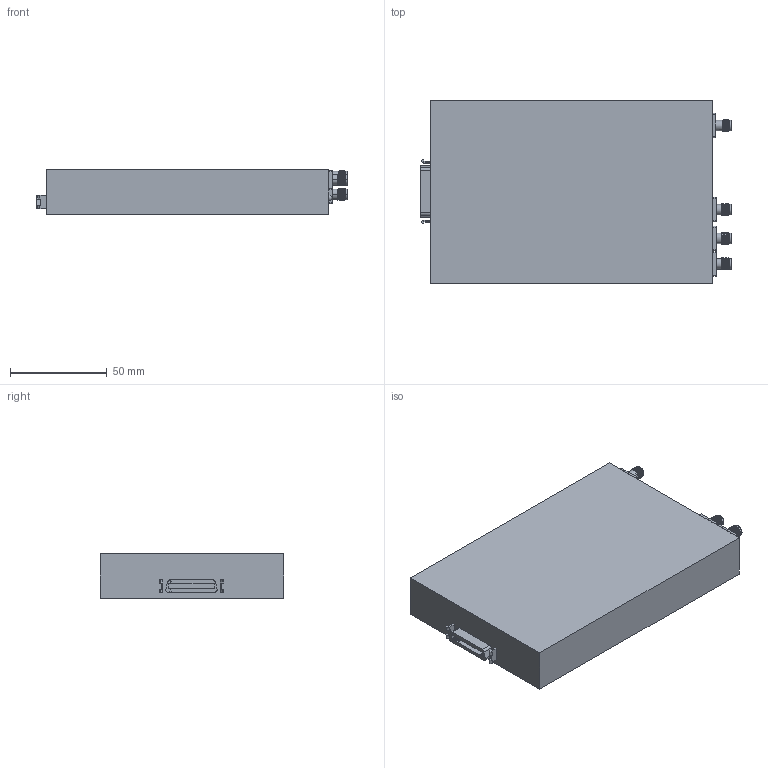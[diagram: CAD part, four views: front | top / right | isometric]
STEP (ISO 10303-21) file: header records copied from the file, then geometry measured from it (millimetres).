
FILE_DESCRIPTION (( 'STEP AP214' ), '1' );
FILE_NAME ('OT-BC-SM3.STEP', '2023-10-26T18:45:44', ( '' ), ( '' ), 'SwSTEP 2.0', 'SolidWorks 2021', '' );
FILE_SCHEMA (( 'AUTOMOTIVE_DESIGN' ));
Length unit declared in the file: inch
Products named in the file (1): OT-BC-SM3
Bounding box: 160.93 x 95 x 23 mm (x, y, z)
Volume: 320762 mm3; surface area: 41536.4 mm2
Topology: 6 solids, 6 shells, 364 faces, 930 edges, 603 vertices
Faces by surface type: plane 164, cylinder 149, cone 30, bspline 21
Entity records: 20880 total; most frequent: CARTESIAN_POINT 7717, ORIENTED_EDGE 1820, DIRECTION 1675, EDGE_CURVE 910, VERTEX_POINT 603, AXIS2_PLACEMENT_3D 584, VECTOR 507, LINE 507
